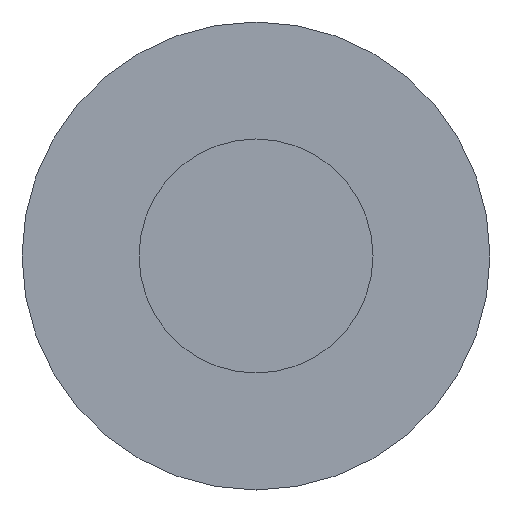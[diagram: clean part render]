
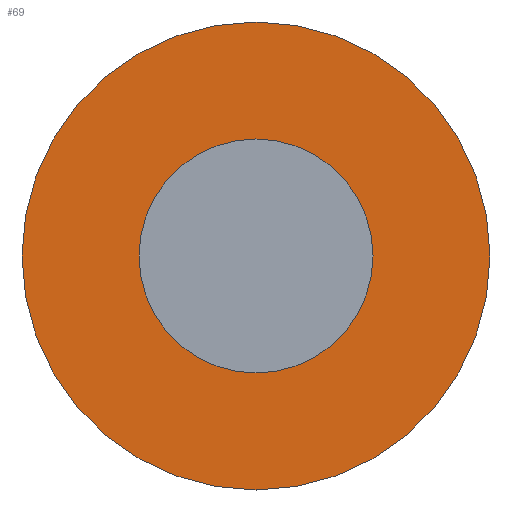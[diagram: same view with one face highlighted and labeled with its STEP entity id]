
A CAD part, left-side view. The second image highlights one B-rep face of the part: STEP entity #69.
In plain terms, the highlighted face is planar.
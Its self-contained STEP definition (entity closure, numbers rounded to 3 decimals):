
#19=FACE_BOUND('',#32,.T.);
#21=PLANE('',#93);
#26=FACE_OUTER_BOUND('',#31,.T.);
#31=EDGE_LOOP('',(#61));
#32=EDGE_LOOP('',(#62));
#39=CIRCLE('',#88,1.5);
#41=CIRCLE('',#92,3.);
#43=VERTEX_POINT('',#127);
#45=VERTEX_POINT('',#134);
#48=EDGE_CURVE('',#43,#43,#39,.T.);
#51=EDGE_CURVE('',#45,#45,#41,.T.);
#61=ORIENTED_EDGE('',*,*,#51,.T.);
#62=ORIENTED_EDGE('',*,*,#48,.T.);
#69=ADVANCED_FACE('',(#26,#19),#21,.T.);
#88=AXIS2_PLACEMENT_3D('',#129,#105,#106);
#92=AXIS2_PLACEMENT_3D('',#136,#114,#115);
#93=AXIS2_PLACEMENT_3D('',#137,#116,#117);
#105=DIRECTION('center_axis',(0.,0.,-1.));
#106=DIRECTION('ref_axis',(0.,-1.,0.));
#114=DIRECTION('center_axis',(0.,0.,1.));
#115=DIRECTION('ref_axis',(1.,0.,0.));
#116=DIRECTION('center_axis',(0.,0.,1.));
#117=DIRECTION('ref_axis',(-1.,0.,0.));
#127=CARTESIAN_POINT('',(10.046,7.3,1.6));
#129=CARTESIAN_POINT('Origin',(10.046,5.8,1.6));
#134=CARTESIAN_POINT('',(7.046,5.8,1.6));
#136=CARTESIAN_POINT('Origin',(10.046,5.8,1.6));
#137=CARTESIAN_POINT('Origin',(10.046,5.8,1.6));
